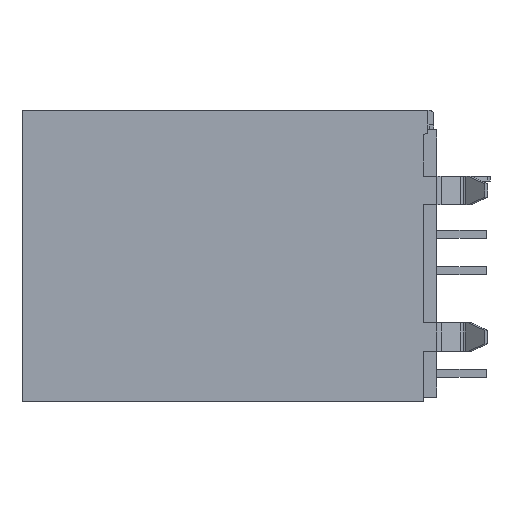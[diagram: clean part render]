
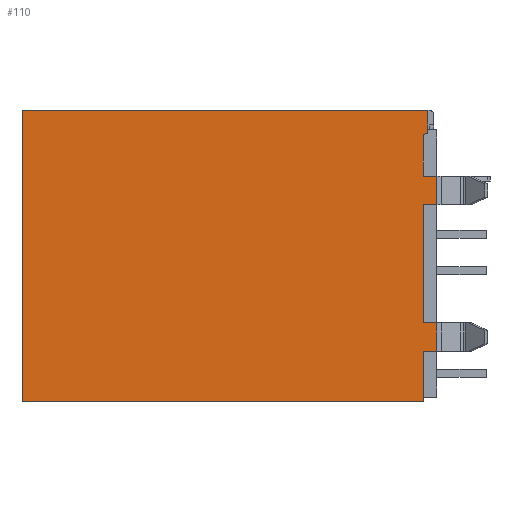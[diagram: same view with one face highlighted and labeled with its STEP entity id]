
A CAD part, left-side view. The second image highlights one B-rep face of the part: STEP entity #110.
In plain terms, the highlighted planar face has unit normal (-1, 0, 0).
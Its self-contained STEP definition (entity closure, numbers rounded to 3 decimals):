
#110=ADVANCED_FACE('',(#496),#497,.T.);
#496=FACE_OUTER_BOUND('',#1140,.T.);
#497=PLANE('',#1141);
#1140=EDGE_LOOP('',(#2227,#2228,#2229,#2230,#2231,#2232,#2233,#2234,#2235,#2236,#2237,#2238,#2239,#2240));
#1141=AXIS2_PLACEMENT_3D('',#2241,#2242,#2243);
#2227=ORIENTED_EDGE('',*,*,#4443,.T.);
#2228=ORIENTED_EDGE('',*,*,#4465,.T.);
#2229=ORIENTED_EDGE('',*,*,#4414,.F.);
#2230=ORIENTED_EDGE('',*,*,#4466,.T.);
#2231=ORIENTED_EDGE('',*,*,#4467,.F.);
#2232=ORIENTED_EDGE('',*,*,#4310,.F.);
#2233=ORIENTED_EDGE('',*,*,#4293,.F.);
#2234=ORIENTED_EDGE('',*,*,#4468,.T.);
#2235=ORIENTED_EDGE('',*,*,#4469,.T.);
#2236=ORIENTED_EDGE('',*,*,#4470,.T.);
#2237=ORIENTED_EDGE('',*,*,#4471,.T.);
#2238=ORIENTED_EDGE('',*,*,#4472,.T.);
#2239=ORIENTED_EDGE('',*,*,#4473,.F.);
#2240=ORIENTED_EDGE('',*,*,#4474,.T.);
#2241=CARTESIAN_POINT('',(-6.9,28.5,0.0));
#2242=DIRECTION('',(-1.0,0.0,0.0));
#2243=DIRECTION('',(0.0,0.0,1.0));
#4293=EDGE_CURVE('',#5221,#5223,#5224,.T.);
#4310=EDGE_CURVE('',#5223,#5250,#5251,.T.);
#4414=EDGE_CURVE('',#5449,#5451,#5452,.T.);
#4443=EDGE_CURVE('',#5501,#5499,#5502,.T.);
#4465=EDGE_CURVE('',#5499,#5451,#5536,.T.);
#4466=EDGE_CURVE('',#5449,#5537,#5538,.T.);
#4467=EDGE_CURVE('',#5250,#5537,#5539,.T.);
#4468=EDGE_CURVE('',#5221,#5540,#5541,.T.);
#4469=EDGE_CURVE('',#5540,#5542,#5543,.T.);
#4470=EDGE_CURVE('',#5542,#5544,#5545,.T.);
#4471=EDGE_CURVE('',#5544,#5546,#5547,.T.);
#4472=EDGE_CURVE('',#5546,#5548,#5549,.T.);
#4473=EDGE_CURVE('',#5550,#5548,#5551,.T.);
#4474=EDGE_CURVE('',#5550,#5501,#5552,.T.);
#5221=VERTEX_POINT('',#6587);
#5223=VERTEX_POINT('',#6590);
#5224=LINE('',#6591,#6592);
#5250=VERTEX_POINT('',#6628);
#5251=LINE('',#6629,#6630);
#5449=VERTEX_POINT('',#6928);
#5451=VERTEX_POINT('',#6931);
#5452=LINE('',#6932,#6933);
#5499=VERTEX_POINT('',#6999);
#5501=VERTEX_POINT('',#7001);
#5502=LINE('',#7002,#7003);
#5536=LINE('',#7053,#7054);
#5537=VERTEX_POINT('',#7055);
#5538=LINE('',#7056,#7057);
#5539=LINE('',#7058,#7059);
#5540=VERTEX_POINT('',#7060);
#5541=LINE('',#7061,#7062);
#5542=VERTEX_POINT('',#7063);
#5543=LINE('',#7064,#7065);
#5544=VERTEX_POINT('',#7066);
#5545=LINE('',#7067,#7068);
#5546=VERTEX_POINT('',#7069);
#5547=LINE('',#7070,#7071);
#5548=VERTEX_POINT('',#7072);
#5549=LINE('',#7073,#7074);
#5550=VERTEX_POINT('',#7075);
#5551=LINE('',#7076,#7077);
#5552=LINE('',#7078,#7079);
#6587=CARTESIAN_POINT('',(-6.9,28.5,0.0));
#6590=CARTESIAN_POINT('',(-6.9,0.625,0.0));
#6591=CARTESIAN_POINT('',(-6.9,28.5,0.0));
#6592=VECTOR('',#8433,27.875);
#6628=CARTESIAN_POINT('',(-6.9,0.625,-1.575));
#6629=CARTESIAN_POINT('',(-6.9,0.625,0.0));
#6630=VECTOR('',#8462,1.575);
#6928=CARTESIAN_POINT('',(-6.9,0.925,-4.525));
#6931=CARTESIAN_POINT('',(-6.9,0.0,-4.525));
#6932=CARTESIAN_POINT('',(-6.9,0.925,-4.525));
#6933=VECTOR('',#8570,0.925);
#6999=CARTESIAN_POINT('',(-6.9,0.0,-6.475));
#7001=CARTESIAN_POINT('',(-6.9,0.925,-6.475));
#7002=CARTESIAN_POINT('',(-6.9,0.925,-6.475));
#7003=VECTOR('',#8617,0.925);
#7053=CARTESIAN_POINT('',(-6.9,0.0,-6.475));
#7054=VECTOR('',#8649,1.95);
#7055=CARTESIAN_POINT('',(-6.9,0.925,-1.65));
#7056=CARTESIAN_POINT('',(-6.9,0.925,-4.525));
#7057=VECTOR('',#8650,2.875);
#7058=CARTESIAN_POINT('',(-6.9,0.625,-1.575));
#7059=VECTOR('',#8651,0.309);
#7060=CARTESIAN_POINT('',(-6.9,28.5,-20.0));
#7061=CARTESIAN_POINT('',(-6.9,28.5,0.0));
#7062=VECTOR('',#8652,20.0);
#7063=CARTESIAN_POINT('',(-6.9,0.925,-20.0));
#7064=CARTESIAN_POINT('',(-6.9,28.5,-20.0));
#7065=VECTOR('',#8653,27.575);
#7066=CARTESIAN_POINT('',(-6.9,0.925,-16.545));
#7067=CARTESIAN_POINT('',(-6.9,0.925,-20.0));
#7068=VECTOR('',#8654,3.455);
#7069=CARTESIAN_POINT('',(-6.9,0.0,-16.545));
#7070=CARTESIAN_POINT('',(-6.9,0.925,-16.545));
#7071=VECTOR('',#8655,0.925);
#7072=CARTESIAN_POINT('',(-6.9,0.0,-14.595));
#7073=CARTESIAN_POINT('',(-6.9,0.0,-16.545));
#7074=VECTOR('',#8656,1.95);
#7075=CARTESIAN_POINT('',(-6.9,0.925,-14.595));
#7076=CARTESIAN_POINT('',(-6.9,0.925,-14.595));
#7077=VECTOR('',#8657,0.925);
#7078=CARTESIAN_POINT('',(-6.9,0.925,-14.595));
#7079=VECTOR('',#8658,8.12);
#8433=DIRECTION('',(0.0,-1.0,0.0));
#8462=DIRECTION('',(0.0,0.0,-1.0));
#8570=DIRECTION('',(0.0,-1.0,0.0));
#8617=DIRECTION('',(0.0,-1.0,0.0));
#8649=DIRECTION('',(0.0,0.0,1.0));
#8650=DIRECTION('',(0.0,0.0,1.0));
#8651=DIRECTION('',(0.0,0.97,-0.243));
#8652=DIRECTION('',(0.0,0.0,-1.0));
#8653=DIRECTION('',(0.0,-1.0,0.0));
#8654=DIRECTION('',(0.0,0.0,1.0));
#8655=DIRECTION('',(0.0,-1.0,0.0));
#8656=DIRECTION('',(0.0,0.0,1.0));
#8657=DIRECTION('',(0.0,-1.0,0.0));
#8658=DIRECTION('',(0.0,0.0,1.0));
